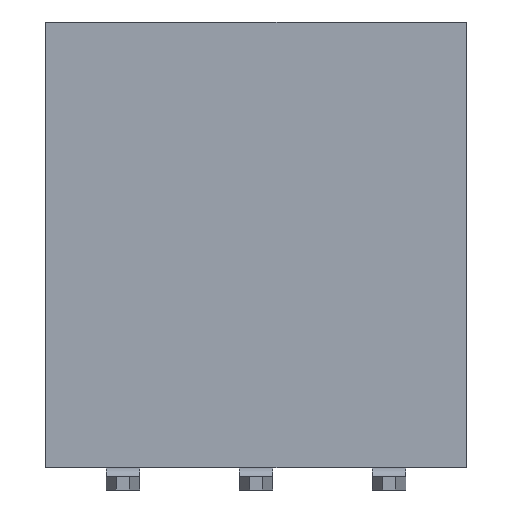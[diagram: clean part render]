
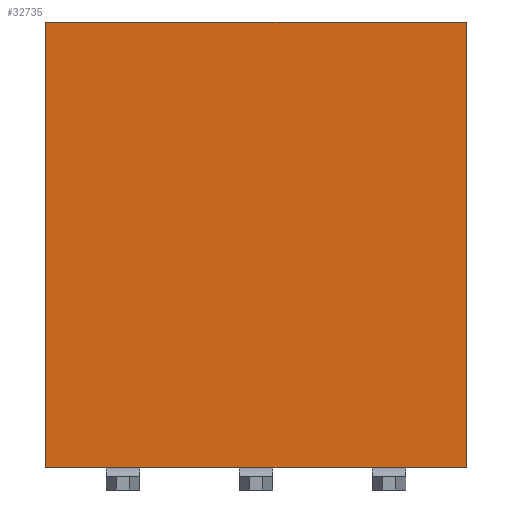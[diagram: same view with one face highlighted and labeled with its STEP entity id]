
A CAD part, front view. The second image highlights one B-rep face of the part: STEP entity #32735.
In plain terms, the highlighted planar face has unit normal (0, -1, 0).
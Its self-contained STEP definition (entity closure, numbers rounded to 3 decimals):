
#664 = DIRECTION ( 'NONE',  ( 1., 0., 0. ) ) ;
#1001 = VECTOR ( 'NONE', #664, 1000. ) ;
#1708 = EDGE_LOOP ( 'NONE', ( #10503, #27137, #30334, #32011 ) ) ;
#1939 = VERTEX_POINT ( 'NONE', #16181 ) ;
#2534 = CARTESIAN_POINT ( 'NONE',  ( 4.01, -2.5, 8.5 ) ) ;
#3102 = VECTOR ( 'NONE', #25510, 1000. ) ;
#3227 = LINE ( 'NONE', #14390, #3102 ) ;
#6125 = VERTEX_POINT ( 'NONE', #8512 ) ;
#6468 = VERTEX_POINT ( 'NONE', #30559 ) ;
#7997 = EDGE_CURVE ( 'NONE', #14657, #6468, #27786, .T. ) ;
#8512 = CARTESIAN_POINT ( 'NONE',  ( -4.01, -2.5, 8.5 ) ) ;
#10503 = ORIENTED_EDGE ( 'NONE', *, *, #32733, .T. ) ;
#11808 = FACE_OUTER_BOUND ( 'NONE', #1708, .T. ) ;
#11970 = PLANE ( 'NONE',  #18546 ) ;
#13237 = EDGE_CURVE ( 'NONE', #6125, #1939, #20601, .T. ) ;
#14390 = CARTESIAN_POINT ( 'NONE',  ( -4.01, -2.5, 8.5 ) ) ;
#14554 = LINE ( 'NONE', #25683, #1001 ) ;
#14657 = VERTEX_POINT ( 'NONE', #2534 ) ;
#15662 = DIRECTION ( 'NONE',  ( 0., 0., 1. ) ) ;
#16181 = CARTESIAN_POINT ( 'NONE',  ( -4.01, -2.5, 0. ) ) ;
#16512 = DIRECTION ( 'NONE',  ( 0., 0., -1. ) ) ;
#17909 = DIRECTION ( 'NONE',  ( 0., 0., -1. ) ) ;
#18546 = AXIS2_PLACEMENT_3D ( 'NONE', #26950, #20564, #15662 ) ;
#19247 = CARTESIAN_POINT ( 'NONE',  ( 4.01, -2.5, 8.5 ) ) ;
#19515 = EDGE_CURVE ( 'NONE', #6125, #14657, #3227, .T. ) ;
#20564 = DIRECTION ( 'NONE',  ( 0., 1., 0. ) ) ;
#20601 = LINE ( 'NONE', #31756, #32746 ) ;
#25156 = VECTOR ( 'NONE', #16512, 1000. ) ;
#25510 = DIRECTION ( 'NONE',  ( 1., 0., 0. ) ) ;
#25683 = CARTESIAN_POINT ( 'NONE',  ( -4.01, -2.5, 0. ) ) ;
#26950 = CARTESIAN_POINT ( 'NONE',  ( -4.01, -2.5, 8.5 ) ) ;
#27137 = ORIENTED_EDGE ( 'NONE', *, *, #7997, .F. ) ;
#27786 = LINE ( 'NONE', #19247, #25156 ) ;
#30334 = ORIENTED_EDGE ( 'NONE', *, *, #19515, .F. ) ;
#30559 = CARTESIAN_POINT ( 'NONE',  ( 4.01, -2.5, 0. ) ) ;
#31756 = CARTESIAN_POINT ( 'NONE',  ( -4.01, -2.5, 8.5 ) ) ;
#32011 = ORIENTED_EDGE ( 'NONE', *, *, #13237, .T. ) ;
#32733 = EDGE_CURVE ( 'NONE', #1939, #6468, #14554, .T. ) ;
#32735 = ADVANCED_FACE ( 'NONE', ( #11808 ), #11970, .F. ) ;
#32746 = VECTOR ( 'NONE', #17909, 1000. ) ;
